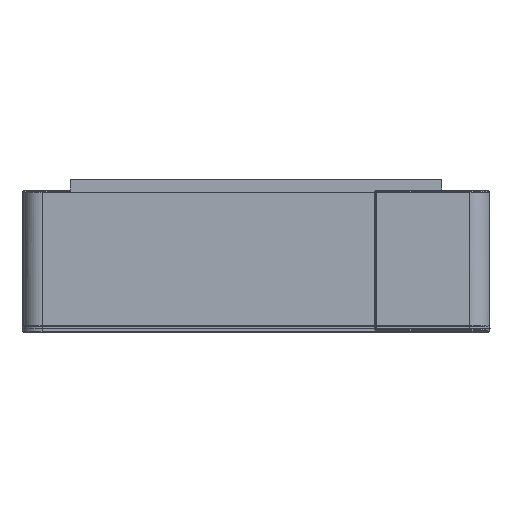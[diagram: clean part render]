
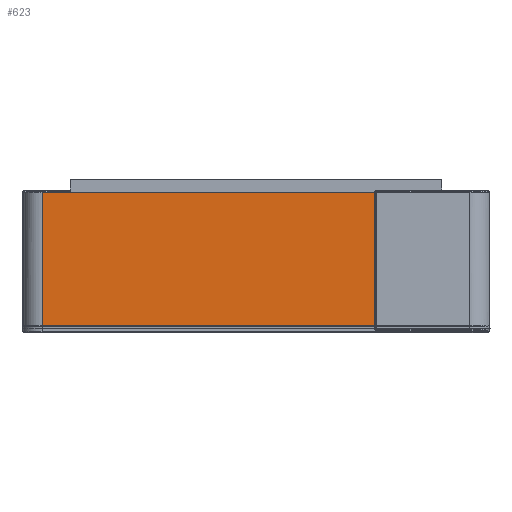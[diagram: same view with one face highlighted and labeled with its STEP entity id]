
A CAD part, front view. The second image highlights one B-rep face of the part: STEP entity #623.
In plain terms, the highlighted planar face has unit normal (0, -1, 0).
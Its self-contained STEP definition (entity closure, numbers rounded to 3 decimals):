
#315=(
BOUNDED_SURFACE()
B_SPLINE_SURFACE(1,2,((#12088,#12089,#12090),(#12091,#12092,#12093)),
 .UNSPECIFIED.,.F.,.F.,.F.)
B_SPLINE_SURFACE_WITH_KNOTS((2,2),(3,3),(-0.4,0.547),(0.,0.031),
 .UNSPECIFIED.)
GEOMETRIC_REPRESENTATION_ITEM()
RATIONAL_B_SPLINE_SURFACE(((1.,0.707,1.),(1.,0.707,
1.)))
REPRESENTATION_ITEM('')
SURFACE()
);
#317=(
BOUNDED_SURFACE()
B_SPLINE_SURFACE(1,2,((#12100,#12101,#12102),(#12103,#12104,#12105)),
 .UNSPECIFIED.,.F.,.F.,.F.)
B_SPLINE_SURFACE_WITH_KNOTS((2,2),(3,3),(-0.4,0.547),(0.,0.031),
 .UNSPECIFIED.)
GEOMETRIC_REPRESENTATION_ITEM()
RATIONAL_B_SPLINE_SURFACE(((1.,0.707,1.),(1.,0.707,
1.)))
REPRESENTATION_ITEM('')
SURFACE()
);
#623=ADVANCED_FACE('',(#807),#5418,.T.);
#807=FACE_OUTER_BOUND('',#991,.T.);
#991=EDGE_LOOP('',(#1699,#1700,#1701,#1702));
#1699=ORIENTED_EDGE('',*,*,#4099,.T.);
#1700=ORIENTED_EDGE('',*,*,#4100,.T.);
#1701=ORIENTED_EDGE('',*,*,#4101,.T.);
#1702=ORIENTED_EDGE('',*,*,#4102,.T.);
#2483=PCURVE('',#5418,#3267);
#2484=PCURVE('',#5418,#3268);
#2485=PCURVE('',#5418,#3269);
#2486=PCURVE('',#5418,#3270);
#2494=PCURVE('',#5419,#3278);
#2495=PCURVE('',#5420,#3279);
#2521=PCURVE('',#315,#3305);
#2529=PCURVE('',#317,#3313);
#3267=DEFINITIONAL_REPRESENTATION('',(#5011),#12862);
#3268=DEFINITIONAL_REPRESENTATION('',(#5013),#12862);
#3269=DEFINITIONAL_REPRESENTATION('',(#5015),#12862);
#3270=DEFINITIONAL_REPRESENTATION('',(#5017),#12862);
#3278=DEFINITIONAL_REPRESENTATION('',(#5028),#12862);
#3279=DEFINITIONAL_REPRESENTATION('',(#5029),#12862);
#3305=DEFINITIONAL_REPRESENTATION('',(#5064),#12862);
#3313=DEFINITIONAL_REPRESENTATION('',(#5072),#12862);
#3707=SURFACE_CURVE('',#5010,(#2483,#2529),.PCURVE_S1.);
#3708=SURFACE_CURVE('',#5012,(#2484,#2494),.PCURVE_S1.);
#3709=SURFACE_CURVE('',#5014,(#2485,#2521),.PCURVE_S1.);
#3710=SURFACE_CURVE('',#5016,(#2486,#2495),.PCURVE_S1.);
#4099=EDGE_CURVE('',#5361,#5359,#3707,.T.);
#4100=EDGE_CURVE('',#5359,#5358,#3708,.T.);
#4101=EDGE_CURVE('',#5358,#5360,#3709,.T.);
#4102=EDGE_CURVE('',#5360,#5361,#3710,.T.);
#5010=B_SPLINE_CURVE_WITH_KNOTS('',1,(#12122,#12123),.UNSPECIFIED.,.F.,.F.,
(2,2),(0.,0.147),.UNSPECIFIED.);
#5011=B_SPLINE_CURVE_WITH_KNOTS('',3,(#12124,#12125,#12126,#12127),
 .UNSPECIFIED.,.F.,.F.,(4,4),(0.,0.147),.UNSPECIFIED.);
#5012=B_SPLINE_CURVE_WITH_KNOTS('',1,(#12128,#12129),.UNSPECIFIED.,.F.,.F.,
(2,2),(-0.48,-0.02),.UNSPECIFIED.);
#5013=B_SPLINE_CURVE_WITH_KNOTS('',1,(#12130,#12131),.UNSPECIFIED.,.F.,.F.,
(2,2),(-0.48,-0.02),.UNSPECIFIED.);
#5014=B_SPLINE_CURVE_WITH_KNOTS('',1,(#12132,#12133),.UNSPECIFIED.,.F.,.F.,
(2,2),(0.,0.147),.UNSPECIFIED.);
#5015=B_SPLINE_CURVE_WITH_KNOTS('',3,(#12134,#12135,#12136,#12137),
 .UNSPECIFIED.,.F.,.F.,(4,4),(0.,0.147),.UNSPECIFIED.);
#5016=B_SPLINE_CURVE_WITH_KNOTS('',1,(#12138,#12139),.UNSPECIFIED.,.F.,.F.,
(2,2),(0.02,0.48),.UNSPECIFIED.);
#5017=B_SPLINE_CURVE_WITH_KNOTS('',1,(#12140,#12141),.UNSPECIFIED.,.F.,.F.,
(2,2),(0.02,0.48),.UNSPECIFIED.);
#5028=B_SPLINE_CURVE_WITH_KNOTS('',1,(#12374,#12375),.UNSPECIFIED.,.F.,.F.,
(2,2),(-0.48,-0.02),.UNSPECIFIED.);
#5029=B_SPLINE_CURVE_WITH_KNOTS('',1,(#12376,#12377),.UNSPECIFIED.,.F.,.F.,
(2,2),(0.02,0.48),.UNSPECIFIED.);
#5064=B_SPLINE_CURVE_WITH_KNOTS('',1,(#12670,#12671),.UNSPECIFIED.,.F.,.F.,
(2,2),(0.,0.147),.UNSPECIFIED.);
#5072=B_SPLINE_CURVE_WITH_KNOTS('',1,(#12686,#12687),.UNSPECIFIED.,.F.,.F.,
(2,2),(0.,0.147),.UNSPECIFIED.);
#5358=VERTEX_POINT('',#12118);
#5359=VERTEX_POINT('',#12119);
#5360=VERTEX_POINT('',#12120);
#5361=VERTEX_POINT('',#12121);
#5418=PLANE('',#5494);
#5419=PLANE('',#5495);
#5420=PLANE('',#5496);
#5494=AXIS2_PLACEMENT_3D('',#12076,#5554,$);
#5495=AXIS2_PLACEMENT_3D('',#12077,#5555,$);
#5496=AXIS2_PLACEMENT_3D('',#12078,#5556,$);
#5554=DIRECTION('',(0.,-1.,0.));
#5555=DIRECTION('',(0.,0.,1.));
#5556=DIRECTION('',(0.,0.,-1.));
#12076=CARTESIAN_POINT('',(0.25,-0.5,0.15));
#12077=CARTESIAN_POINT('',(0.25,-0.5,0.15));
#12078=CARTESIAN_POINT('',(0.25,-0.5,0.003));
#12088=CARTESIAN_POINT('',(-0.25,-0.48,0.55));
#12089=CARTESIAN_POINT('',(-0.25,-0.5,0.55));
#12090=CARTESIAN_POINT('',(-0.23,-0.5,0.55));
#12091=CARTESIAN_POINT('',(-0.25,-0.48,-0.397));
#12092=CARTESIAN_POINT('',(-0.25,-0.5,-0.397));
#12093=CARTESIAN_POINT('',(-0.23,-0.5,-0.397));
#12100=CARTESIAN_POINT('',(0.25,-0.48,-0.397));
#12101=CARTESIAN_POINT('',(0.25,-0.5,-0.397));
#12102=CARTESIAN_POINT('',(0.23,-0.5,-0.397));
#12103=CARTESIAN_POINT('',(0.25,-0.48,0.55));
#12104=CARTESIAN_POINT('',(0.25,-0.5,0.55));
#12105=CARTESIAN_POINT('',(0.23,-0.5,0.55));
#12118=CARTESIAN_POINT('',(-0.23,-0.5,0.15));
#12119=CARTESIAN_POINT('',(0.23,-0.5,0.15));
#12120=CARTESIAN_POINT('',(-0.23,-0.5,0.003));
#12121=CARTESIAN_POINT('',(0.23,-0.5,0.003));
#12122=CARTESIAN_POINT('',(0.23,-0.5,0.003));
#12123=CARTESIAN_POINT('',(0.23,-0.5,0.15));
#12124=CARTESIAN_POINT('',(-0.48,0.147));
#12125=CARTESIAN_POINT('',(-0.48,0.098));
#12126=CARTESIAN_POINT('',(-0.48,0.049));
#12127=CARTESIAN_POINT('',(-0.48,0.));
#12128=CARTESIAN_POINT('',(0.23,-0.5,0.15));
#12129=CARTESIAN_POINT('',(-0.23,-0.5,0.15));
#12130=CARTESIAN_POINT('',(-0.48,0.));
#12131=CARTESIAN_POINT('',(-0.02,0.));
#12132=CARTESIAN_POINT('',(-0.23,-0.5,0.15));
#12133=CARTESIAN_POINT('',(-0.23,-0.5,0.003));
#12134=CARTESIAN_POINT('',(-0.02,0.));
#12135=CARTESIAN_POINT('',(-0.02,0.049));
#12136=CARTESIAN_POINT('',(-0.02,0.098));
#12137=CARTESIAN_POINT('',(-0.02,0.147));
#12138=CARTESIAN_POINT('',(-0.23,-0.5,0.003));
#12139=CARTESIAN_POINT('',(0.23,-0.5,0.003));
#12140=CARTESIAN_POINT('',(-0.02,0.147));
#12141=CARTESIAN_POINT('',(-0.48,0.147));
#12374=CARTESIAN_POINT('',(0.,-0.48));
#12375=CARTESIAN_POINT('',(0.,-0.02));
#12376=CARTESIAN_POINT('',(-0.02,0.));
#12377=CARTESIAN_POINT('',(-0.48,0.));
#12670=CARTESIAN_POINT('',(0.,0.031));
#12671=CARTESIAN_POINT('',(0.147,0.031));
#12686=CARTESIAN_POINT('',(0.,0.031));
#12687=CARTESIAN_POINT('',(0.147,0.031));
#12862=(
GEOMETRIC_REPRESENTATION_CONTEXT(2)
PARAMETRIC_REPRESENTATION_CONTEXT()
REPRESENTATION_CONTEXT('pspace','')
);
